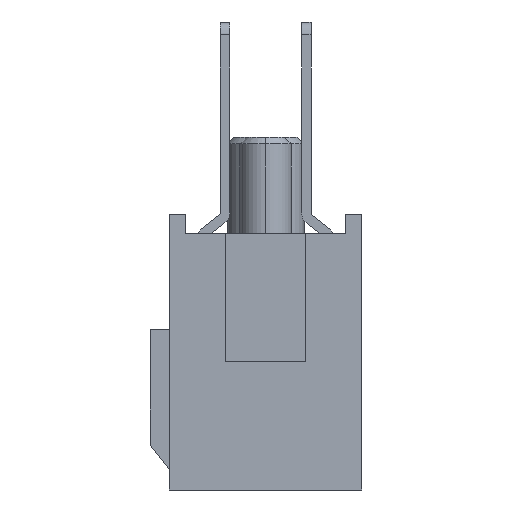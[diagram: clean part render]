
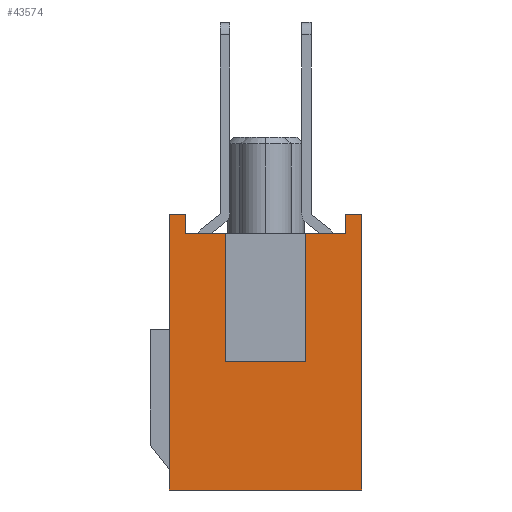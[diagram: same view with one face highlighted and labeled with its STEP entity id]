
A CAD part, left-side view. The second image highlights one B-rep face of the part: STEP entity #43574.
In plain terms, the highlighted planar face has unit normal (-1, 0, 0).
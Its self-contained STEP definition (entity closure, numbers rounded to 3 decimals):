
#2784 = CARTESIAN_POINT ( 'NONE',  ( -0.225, -1.25, 4.3 ) ) ;
#5320 = LINE ( 'NONE', #85654, #17827 ) ;
#6960 = ORIENTED_EDGE ( 'NONE', *, *, #37627, .F. ) ;
#7276 = EDGE_CURVE ( 'NONE', #95570, #71103, #21944, .T. ) ;
#7709 = CARTESIAN_POINT ( 'NONE',  ( -0.225, -0.625, 4. ) ) ;
#9246 = DIRECTION ( 'NONE',  ( 0., 0., -1. ) ) ;
#9446 = EDGE_CURVE ( 'NONE', #92437, #64745, #5320, .T. ) ;
#9712 = CARTESIAN_POINT ( 'NONE',  ( -0.225, 1.5, 4.3 ) ) ;
#11014 = CARTESIAN_POINT ( 'NONE',  ( -0.225, 1.25, 4.3 ) ) ;
#11069 = VERTEX_POINT ( 'NONE', #37067 ) ;
#11915 = CARTESIAN_POINT ( 'NONE',  ( -0.225, -1.25, 4.3 ) ) ;
#12444 = CARTESIAN_POINT ( 'NONE',  ( -0.225, 0., 4.3 ) ) ;
#14031 = DIRECTION ( 'NONE',  ( 0., -1., 0. ) ) ;
#14137 = VECTOR ( 'NONE', #63677, 1000. ) ;
#14174 = CARTESIAN_POINT ( 'NONE',  ( -0.225, -0.625, 2. ) ) ;
#15582 = AXIS2_PLACEMENT_3D ( 'NONE', #50861, #83628, #59303 ) ;
#16097 = LINE ( 'NONE', #9712, #78635 ) ;
#16120 = CARTESIAN_POINT ( 'NONE',  ( -0.225, 0.625, 2. ) ) ;
#17827 = VECTOR ( 'NONE', #91632, 1000. ) ;
#18756 = CARTESIAN_POINT ( 'NONE',  ( -0.225, 1.25, 4.3 ) ) ;
#21726 = DIRECTION ( 'NONE',  ( 0., 0., -1. ) ) ;
#21944 = LINE ( 'NONE', #104382, #66049 ) ;
#22214 = VERTEX_POINT ( 'NONE', #78814 ) ;
#23699 = DIRECTION ( 'NONE',  ( 0., -1., 0. ) ) ;
#24040 = DIRECTION ( 'NONE',  ( 0., 0., 1. ) ) ;
#26398 = EDGE_CURVE ( 'NONE', #64745, #71103, #63666, .T. ) ;
#26604 = VECTOR ( 'NONE', #95701, 1000. ) ;
#27099 = PLANE ( 'NONE',  #15582 ) ;
#27110 = VECTOR ( 'NONE', #47938, 1000. ) ;
#28921 = EDGE_CURVE ( 'NONE', #92437, #88420, #87085, .T. ) ;
#30070 = VECTOR ( 'NONE', #24040, 1000. ) ;
#31637 = CARTESIAN_POINT ( 'NONE',  ( -0.225, 12.477, 0. ) ) ;
#33352 = ORIENTED_EDGE ( 'NONE', *, *, #48062, .F. ) ;
#34797 = ORIENTED_EDGE ( 'NONE', *, *, #101168, .F. ) ;
#37067 = CARTESIAN_POINT ( 'NONE',  ( -0.225, -1.5, 0. ) ) ;
#37627 = EDGE_CURVE ( 'NONE', #100862, #95570, #90623, .T. ) ;
#37956 = CARTESIAN_POINT ( 'NONE',  ( -0.225, -0.625, 2. ) ) ;
#39143 = CARTESIAN_POINT ( 'NONE',  ( -0.225, 0., 4.3 ) ) ;
#40701 = LINE ( 'NONE', #39143, #26604 ) ;
#41149 = LINE ( 'NONE', #11915, #65837 ) ;
#41820 = ORIENTED_EDGE ( 'NONE', *, *, #69073, .F. ) ;
#43080 = ORIENTED_EDGE ( 'NONE', *, *, #58983, .F. ) ;
#43574 = ADVANCED_FACE ( 'NONE', ( #82040 ), #27099, .F. ) ;
#44433 = CARTESIAN_POINT ( 'NONE',  ( -0.225, 1.5, 4.3 ) ) ;
#45355 = LINE ( 'NONE', #48846, #14137 ) ;
#45633 = VECTOR ( 'NONE', #21726, 1000. ) ;
#47794 = ORIENTED_EDGE ( 'NONE', *, *, #7276, .F. ) ;
#47938 = DIRECTION ( 'NONE',  ( 0., 0., 1. ) ) ;
#48062 = EDGE_CURVE ( 'NONE', #81276, #11069, #86709, .T. ) ;
#48846 = CARTESIAN_POINT ( 'NONE',  ( -0.225, 1.25, 4. ) ) ;
#50502 = VECTOR ( 'NONE', #9246, 1000. ) ;
#50861 = CARTESIAN_POINT ( 'NONE',  ( -0.225, 12.477, 42. ) ) ;
#51022 = LINE ( 'NONE', #12444, #73753 ) ;
#51776 = VERTEX_POINT ( 'NONE', #2784 ) ;
#52084 = DIRECTION ( 'NONE',  ( 0., -1., 0. ) ) ;
#53151 = CARTESIAN_POINT ( 'NONE',  ( -0.225, 0.625, 4. ) ) ;
#56555 = ORIENTED_EDGE ( 'NONE', *, *, #59388, .T. ) ;
#58983 = EDGE_CURVE ( 'NONE', #85083, #100862, #40701, .T. ) ;
#59303 = DIRECTION ( 'NONE',  ( 0., 1., 0. ) ) ;
#59388 = EDGE_CURVE ( 'NONE', #22214, #11069, #71760, .T. ) ;
#60489 = DIRECTION ( 'NONE',  ( 0., 0., 1. ) ) ;
#62650 = CARTESIAN_POINT ( 'NONE',  ( -0.225, -1.5, 4.3 ) ) ;
#63510 = EDGE_CURVE ( 'NONE', #22214, #85083, #16097, .T. ) ;
#63666 = LINE ( 'NONE', #16120, #30070 ) ;
#63677 = DIRECTION ( 'NONE',  ( 0., -1., 0. ) ) ;
#64656 = DIRECTION ( 'NONE',  ( 0., 0., 1. ) ) ;
#64745 = VERTEX_POINT ( 'NONE', #89521 ) ;
#65837 = VECTOR ( 'NONE', #60489, 1000. ) ;
#66049 = VECTOR ( 'NONE', #14031, 1000. ) ;
#69073 = EDGE_CURVE ( 'NONE', #96793, #51776, #41149, .T. ) ;
#70066 = ORIENTED_EDGE ( 'NONE', *, *, #97732, .F. ) ;
#71103 = VERTEX_POINT ( 'NONE', #53151 ) ;
#71760 = LINE ( 'NONE', #31637, #73046 ) ;
#73046 = VECTOR ( 'NONE', #23699, 1000. ) ;
#73753 = VECTOR ( 'NONE', #52084, 1000. ) ;
#76772 = CARTESIAN_POINT ( 'NONE',  ( -0.225, -1.25, 4. ) ) ;
#78635 = VECTOR ( 'NONE', #64656, 1000. ) ;
#78814 = CARTESIAN_POINT ( 'NONE',  ( -0.225, 1.5, 0. ) ) ;
#79038 = CARTESIAN_POINT ( 'NONE',  ( -0.225, 1.25, 4. ) ) ;
#81276 = VERTEX_POINT ( 'NONE', #62650 ) ;
#82040 = FACE_OUTER_BOUND ( 'NONE', #95676, .T. ) ;
#83628 = DIRECTION ( 'NONE',  ( 1., 0., 0. ) ) ;
#84892 = ORIENTED_EDGE ( 'NONE', *, *, #9446, .T. ) ;
#85083 = VERTEX_POINT ( 'NONE', #44433 ) ;
#85654 = CARTESIAN_POINT ( 'NONE',  ( -0.225, 0.625, 2. ) ) ;
#85816 = ORIENTED_EDGE ( 'NONE', *, *, #26398, .T. ) ;
#86709 = LINE ( 'NONE', #94116, #45633 ) ;
#87085 = LINE ( 'NONE', #14174, #27110 ) ;
#88420 = VERTEX_POINT ( 'NONE', #7709 ) ;
#89248 = ORIENTED_EDGE ( 'NONE', *, *, #63510, .F. ) ;
#89521 = CARTESIAN_POINT ( 'NONE',  ( -0.225, 0.625, 2. ) ) ;
#90623 = LINE ( 'NONE', #18756, #50502 ) ;
#91632 = DIRECTION ( 'NONE',  ( 0., 1., 0. ) ) ;
#92437 = VERTEX_POINT ( 'NONE', #37956 ) ;
#93114 = ORIENTED_EDGE ( 'NONE', *, *, #28921, .F. ) ;
#94116 = CARTESIAN_POINT ( 'NONE',  ( -0.225, -1.5, 4.3 ) ) ;
#95570 = VERTEX_POINT ( 'NONE', #79038 ) ;
#95676 = EDGE_LOOP ( 'NONE', ( #93114, #84892, #85816, #47794, #6960, #43080, #89248, #56555, #33352, #34797, #41820, #70066 ) ) ;
#95701 = DIRECTION ( 'NONE',  ( 0., -1., 0. ) ) ;
#96793 = VERTEX_POINT ( 'NONE', #76772 ) ;
#97732 = EDGE_CURVE ( 'NONE', #88420, #96793, #45355, .T. ) ;
#100862 = VERTEX_POINT ( 'NONE', #11014 ) ;
#101168 = EDGE_CURVE ( 'NONE', #51776, #81276, #51022, .T. ) ;
#104382 = CARTESIAN_POINT ( 'NONE',  ( -0.225, 1.25, 4. ) ) ;
